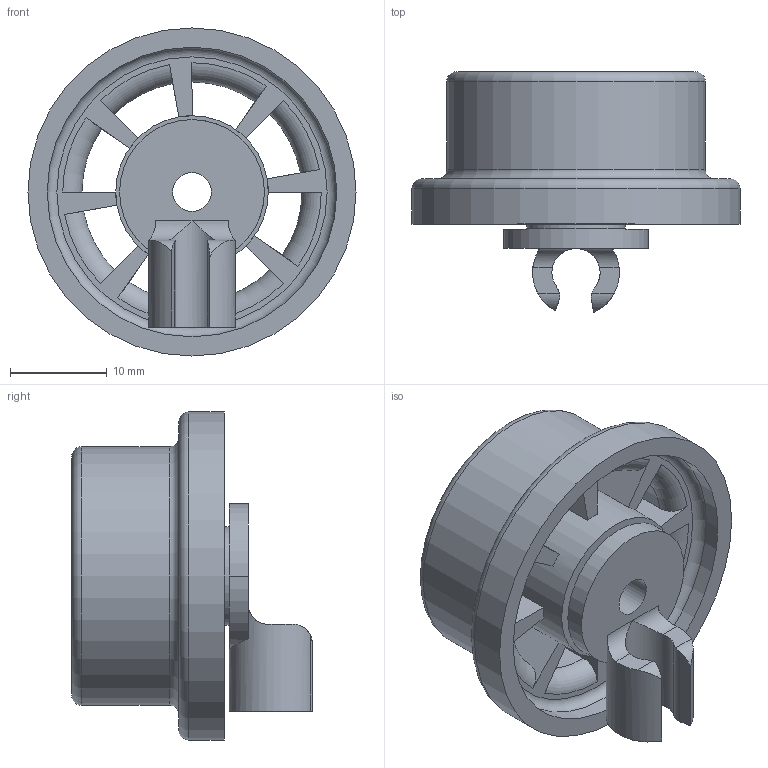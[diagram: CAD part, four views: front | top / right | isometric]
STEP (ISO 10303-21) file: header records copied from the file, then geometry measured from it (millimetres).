
FILE_DESCRIPTION(/* description */ (''),/* implementation_level */ '2;1');
FILE_NAME(/* name */ 'Spuelmaschine Rolle Pulverdruck v9.step',/* time_stamp */ '2018-12-17T19:27:32+01:00',/* author */ (''),/* organization */ (''),/* preprocessor_version */ 'ST-DEVELOPER v17.2',/* originating_system */ 'Autodesk Translation Framework v7.6.0.251',/* authorisation */ '');
FILE_SCHEMA (('AUTOMOTIVE_DESIGN { 1 0 10303 214 3 1 1 }'));
Length unit declared in the file: millimetre
Products named in the file (1): Spuelmaschine Rolle Pulverdruck
Bounding box: 34 x 24.91 x 34 mm (x, y, z)
Volume: 6323.8 mm3; surface area: 6757 mm2
Topology: 2 solids, 2 shells, 97 faces, 274 edges, 188 vertices
Faces by surface type: plane 41, cylinder 36, torus 12, cone 8
Full cylindrical faces by diameter (mm): 4 x1, 9 x5, 10.2 x6, 11.8 x1, 13.8 x1, 15.8 x1, 26.8 x1, 30 x1, 34 x1
Entity records: 3390 total; most frequent: CARTESIAN_POINT 638, DIRECTION 624, ORIENTED_EDGE 548, EDGE_CURVE 274, AXIS2_PLACEMENT_3D 262, VERTEX_POINT 188, CIRCLE 162, EDGE_LOOP 124
